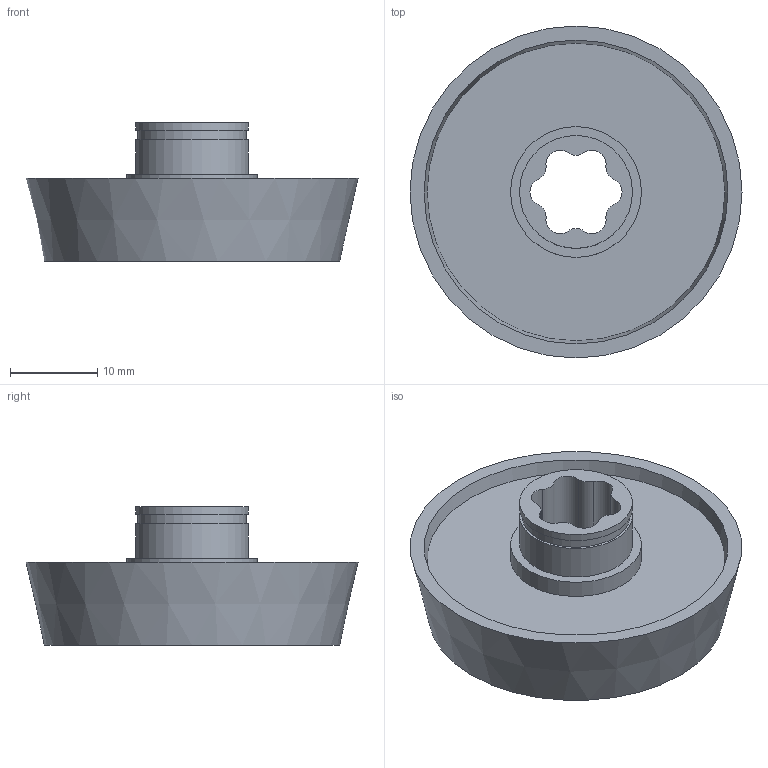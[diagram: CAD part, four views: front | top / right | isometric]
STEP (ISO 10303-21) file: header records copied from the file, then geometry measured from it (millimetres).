
FILE_DESCRIPTION(/* description */ (''),/* implementation_level */ '2;1');
FILE_NAME(/* name */ 'Clutch.stp',/* time_stamp */ '2024-03-14T23:00:07-04:00',/* author */ ('Nathan Cai'),/* organization */ (''),/* preprocessor_version */ 'ST-DEVELOPER v19.2',/* originating_system */ 'Autodesk Inventor 2023',/* authorisation */ '');
FILE_SCHEMA (('AUTOMOTIVE_DESIGN { 1 0 10303 214 3 1 1 }'));
Length unit declared in the file: inch
Products named in the file (1): Clutch
Bounding box: 38.07 x 38.07 x 15.88 mm (x, y, z)
Volume: 3960.6 mm3; surface area: 4421 mm2
Topology: 1 solids, 1 shells, 27 faces, 57 edges, 38 vertices
Faces by surface type: cylinder 17, plane 8, cone 2
Full cylindrical faces by diameter (mm): 12.4 x1, 12.949 x2, 15 x1, 30.625 x1
Entity records: 798 total; most frequent: DIRECTION 151, CARTESIAN_POINT 123, ORIENTED_EDGE 114, AXIS2_PLACEMENT_3D 66, EDGE_CURVE 57, CIRCLE 38, VERTEX_POINT 38, EDGE_LOOP 35
